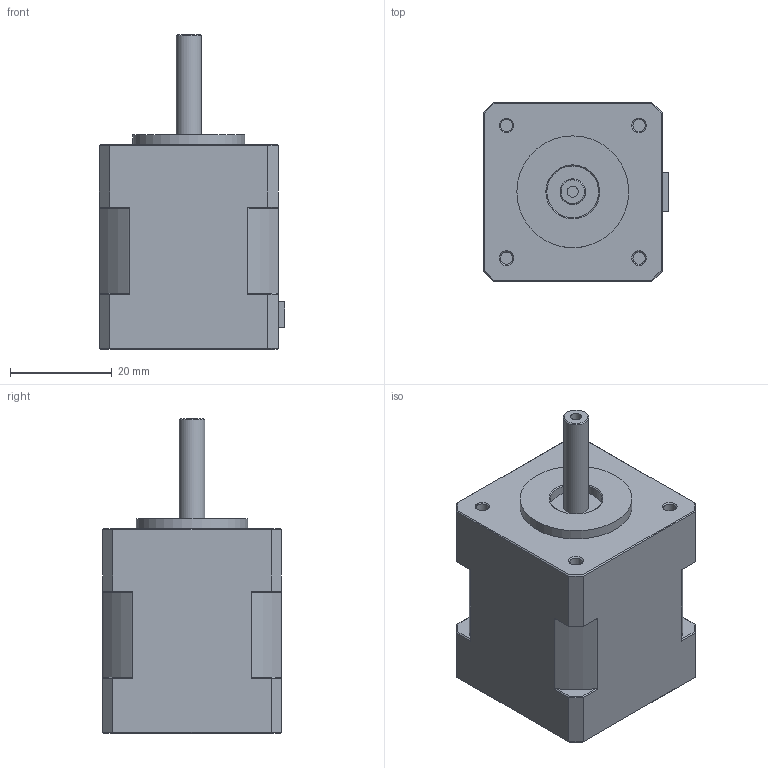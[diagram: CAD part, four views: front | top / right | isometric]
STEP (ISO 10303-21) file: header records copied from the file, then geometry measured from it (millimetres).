
FILE_DESCRIPTION(('FreeCAD Model'),'2;1');
FILE_NAME( 'nema14-stepper-motor.step', '2014-10-28T04:08:57',('FreeCAD'),('FreeCAD'), 'Open CASCADE STEP processor 6.5','FreeCAD','Unknown');
FILE_SCHEMA(('AUTOMOTIVE_DESIGN_CC2 { 1 2 10303 214 -1 1 5 4 }'));
Length unit declared in the file: millimetre
Products named in the file (1): nema14-stepper-motor
Bounding box: 36.32 x 35.05 x 61.75 mm (x, y, z)
Volume: 48923.8 mm3; surface area: 8664.2 mm2
Topology: 1 solids, 1 shells, 100 faces, 223 edges, 136 vertices
Faces by surface type: plane 81, cylinder 13, cone 6
Full cylindrical faces by diameter (mm): 2.159 x1, 2.388 x4, 5 x1, 9.398 x1, 10.16 x1, 21.946 x1
Entity records: 6988 total; most frequent: CARTESIAN_POINT 1775, DIRECTION 825, LINE 502, VECTOR 502, ORIENTED_EDGE 446, PCURVE 446, DEFINITIONAL_REPRESENTATION 446, EDGE_CURVE 223
